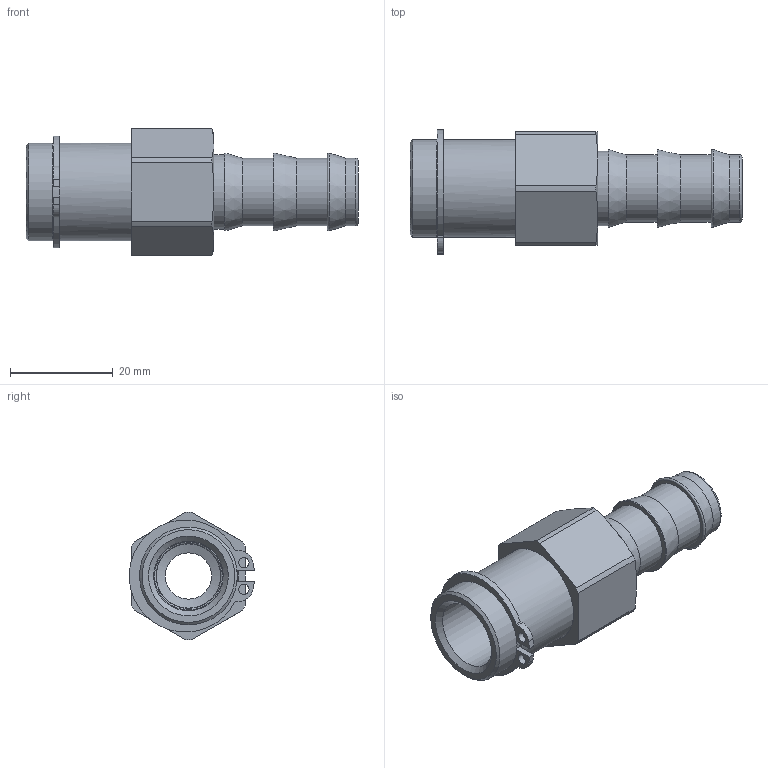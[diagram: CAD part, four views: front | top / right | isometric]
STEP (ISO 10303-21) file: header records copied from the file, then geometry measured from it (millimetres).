
FILE_DESCRIPTION(/* description */ (''),/* implementation_level */ '2;1');
FILE_NAME(/* name */ 'MKMH 13 T.stp',/* time_stamp */ '2023-04-25T11:22:55+02:00',/* author */ ('meier'),/* organization */ (''),/* preprocessor_version */ 'ST-DEVELOPER v18.1',/* originating_system */ 'Autodesk Inventor 2022',/* authorisation */ '0 mm^3');
FILE_SCHEMA (('AUTOMOTIVE_DESIGN { 1 0 10303 214 3 1 1 }'));
Length unit declared in the file: millimetre
Products named in the file (1): LUE_00038182
Bounding box: 64.5 x 24.3 x 24.8 mm (x, y, z)
Volume: 10328.9 mm3; surface area: 6896.7 mm2
Topology: 1 solids, 1 shells, 65 faces, 152 edges, 97 vertices
Faces by surface type: plane 25, cylinder 22, cone 13, torus 5
Full cylindrical faces by diameter (mm): 2 x2, 9 x1, 12.5 x1, 12.6 x1, 13.15 x3, 13.5 x1, 14.5 x1, 18 x1, 19 x2
Entity records: 1993 total; most frequent: DIRECTION 350, CARTESIAN_POINT 339, ORIENTED_EDGE 304, EDGE_CURVE 152, AXIS2_PLACEMENT_3D 144, VERTEX_POINT 97, EDGE_LOOP 79, CIRCLE 78
